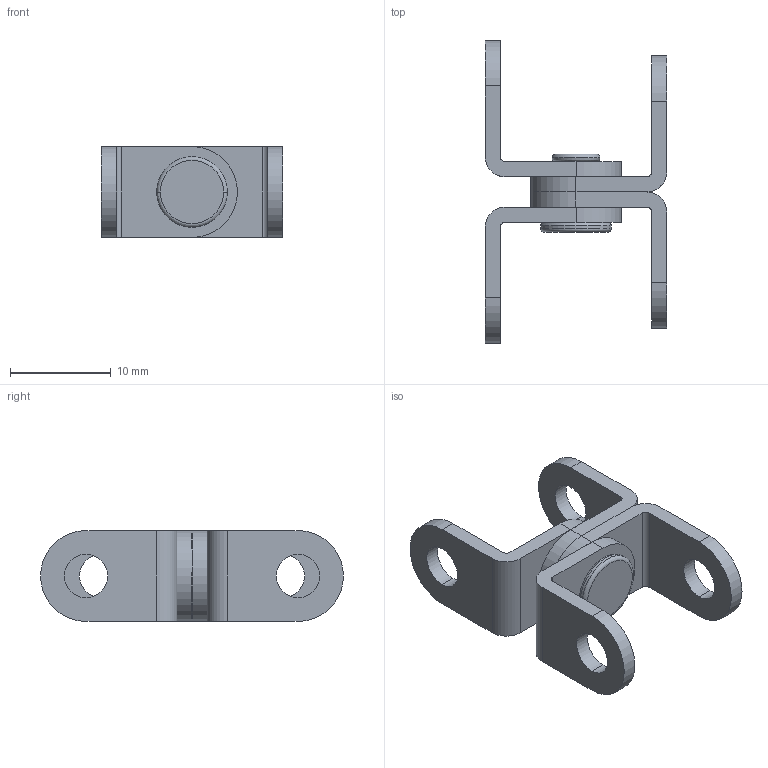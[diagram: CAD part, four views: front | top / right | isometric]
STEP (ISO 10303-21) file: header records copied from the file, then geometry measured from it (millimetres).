
FILE_DESCRIPTION(/* description */ (''),/* implementation_level */ '2;1');
FILE_NAME(/* name */ 'JL256',/* time_stamp */ '2024-10-07T08:42:04+08:00',/* author */ (''),/* organization */ (''),/* preprocessor_version */ 'ST-DEVELOPER v19.2',/* originating_system */ 'Rhino 8.5',/* authorisation */ '');
FILE_SCHEMA (('CONFIG_CONTROL_DESIGN'));
Length unit declared in the file: millimetre
Products named in the file (1): Document
Bounding box: 18 x 30 x 9 mm (x, y, z)
Volume: 1206.1 mm3; surface area: 2135.2 mm2
Topology: 5 solids, 5 shells, 71 faces, 172 edges, 112 vertices
Faces by surface type: cylinder 36, plane 27, bspline 8
Entity records: 2369 total; most frequent: CARTESIAN_POINT 729, ORIENTED_EDGE 344, DIRECTION 243, EDGE_CURVE 172, AXIS2_PLACEMENT_3D 153, VERTEX_POINT 112, EDGE_LOOP 88, TRIMMED_CURVE 88
